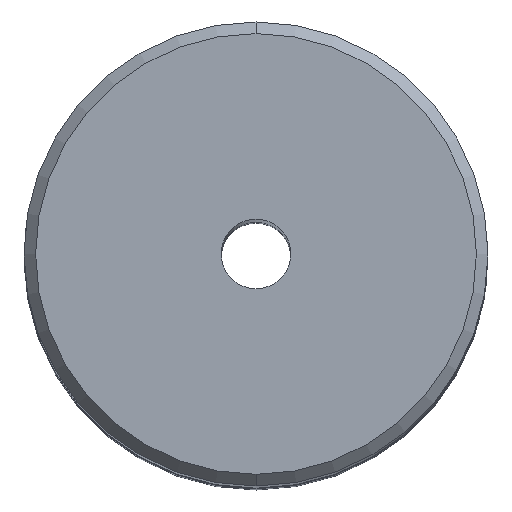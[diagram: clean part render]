
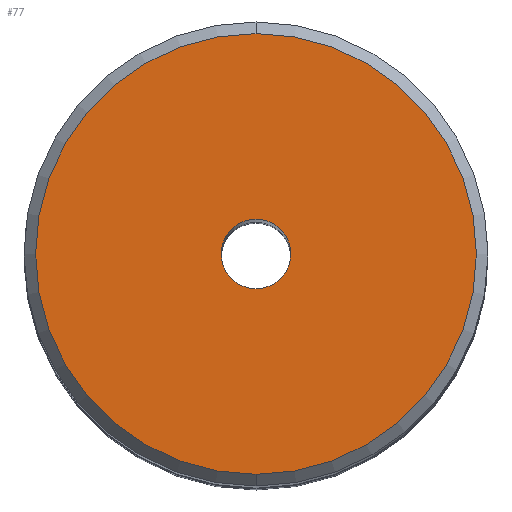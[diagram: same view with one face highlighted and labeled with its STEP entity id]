
A CAD part, top view. The second image highlights one B-rep face of the part: STEP entity #77.
In plain terms, the highlighted planar face has unit normal (0, 0, 1).
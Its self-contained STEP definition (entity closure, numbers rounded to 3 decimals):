
#56=PLANE('',#460);
#63=FACE_BOUND('',#126,.T.);
#64=FACE_BOUND('',#127,.T.);
#77=ADVANCED_FACE('',(#63,#64),#56,.F.);
#126=EDGE_LOOP('',(#196,#197));
#127=EDGE_LOOP('',(#198,#199));
#150=CIRCLE('',#452,1.5);
#152=CIRCLE('',#455,1.5);
#154=CIRCLE('',#458,9.5);
#155=CIRCLE('',#459,9.5);
#196=ORIENTED_EDGE('',*,*,#287,.F.);
#197=ORIENTED_EDGE('',*,*,#290,.F.);
#198=ORIENTED_EDGE('',*,*,#292,.F.);
#199=ORIENTED_EDGE('',*,*,#293,.F.);
#256=VERTEX_POINT('',#650);
#258=VERTEX_POINT('',#653);
#260=VERTEX_POINT('',#662);
#261=VERTEX_POINT('',#663);
#287=EDGE_CURVE('',#256,#258,#150,.T.);
#290=EDGE_CURVE('',#258,#256,#152,.T.);
#292=EDGE_CURVE('',#260,#261,#154,.T.);
#293=EDGE_CURVE('',#261,#260,#155,.T.);
#452=AXIS2_PLACEMENT_3D('',#652,#540,#541);
#455=AXIS2_PLACEMENT_3D('',#658,#547,#548);
#458=AXIS2_PLACEMENT_3D('',#661,#553,#554);
#459=AXIS2_PLACEMENT_3D('',#664,#555,#556);
#460=AXIS2_PLACEMENT_3D('',#665,#557,#558);
#540=DIRECTION('',(0.,0.,1.));
#541=DIRECTION('',(0.,1.,0.));
#547=DIRECTION('',(0.,0.,1.));
#548=DIRECTION('',(0.,-1.,0.));
#553=DIRECTION('',(0.,0.,-1.));
#554=DIRECTION('',(0.,1.,0.));
#555=DIRECTION('',(0.,0.,-1.));
#556=DIRECTION('',(0.,-1.,0.));
#557=DIRECTION('',(0.,0.,-1.));
#558=DIRECTION('',(0.,-1.,0.));
#650=CARTESIAN_POINT('',(0.,1.5,100.));
#652=CARTESIAN_POINT('',(0.,0.,100.));
#653=CARTESIAN_POINT('',(0.,-1.5,100.));
#658=CARTESIAN_POINT('',(0.,0.,100.));
#661=CARTESIAN_POINT('',(0.,0.,100.));
#662=CARTESIAN_POINT('',(0.,9.5,100.));
#663=CARTESIAN_POINT('',(0.,-9.5,100.));
#664=CARTESIAN_POINT('',(0.,0.,100.));
#665=CARTESIAN_POINT('',(0.,0.,100.));
